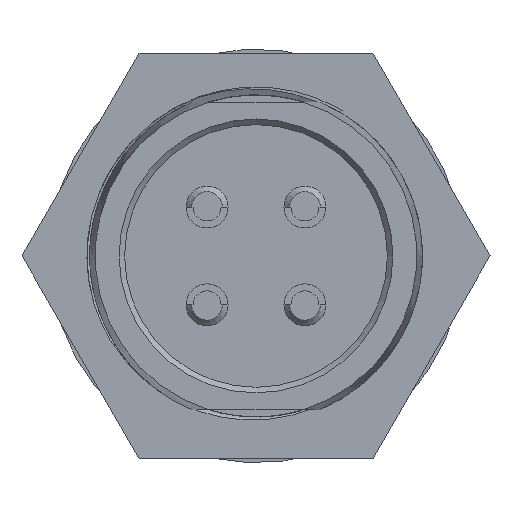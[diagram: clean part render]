
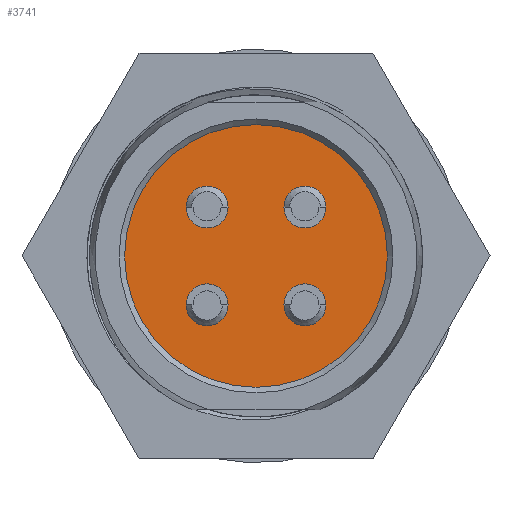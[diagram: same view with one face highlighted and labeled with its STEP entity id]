
A CAD part, front view. The second image highlights one B-rep face of the part: STEP entity #3741.
In plain terms, the highlighted planar face has unit normal (0, -1, 0).
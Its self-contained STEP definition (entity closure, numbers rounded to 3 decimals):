
#507=PLANE('',#3942);
#687=FACE_OUTER_BOUND('',#906,.T.);
#906=EDGE_LOOP('',(#3278));
#1415=CIRCLE('',#3943,4.7);
#1738=VERTEX_POINT('',#10767);
#2266=EDGE_CURVE('',#1738,#1738,#1415,.T.);
#3278=ORIENTED_EDGE('',*,*,#2266,.F.);
#3741=ADVANCED_FACE('',(#687),#507,.F.);
#3942=AXIS2_PLACEMENT_3D('',#10766,#4393,#4394);
#3943=AXIS2_PLACEMENT_3D('',#10768,#4395,#4396);
#4393=DIRECTION('center_axis',(0.,1.,0.));
#4394=DIRECTION('ref_axis',(1.,0.,0.));
#4395=DIRECTION('center_axis',(0.,1.,0.));
#4396=DIRECTION('ref_axis',(1.,0.,0.));
#10766=CARTESIAN_POINT('Origin',(0.,-9.1,0.));
#10767=CARTESIAN_POINT('',(-4.7,-9.1,0.));
#10768=CARTESIAN_POINT('Origin',(0.,-9.1,0.));
